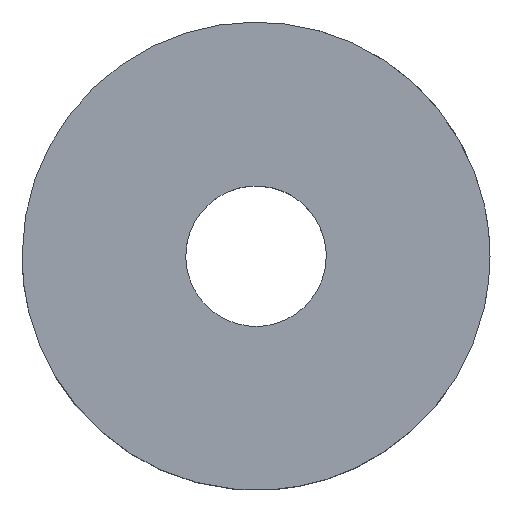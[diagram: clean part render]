
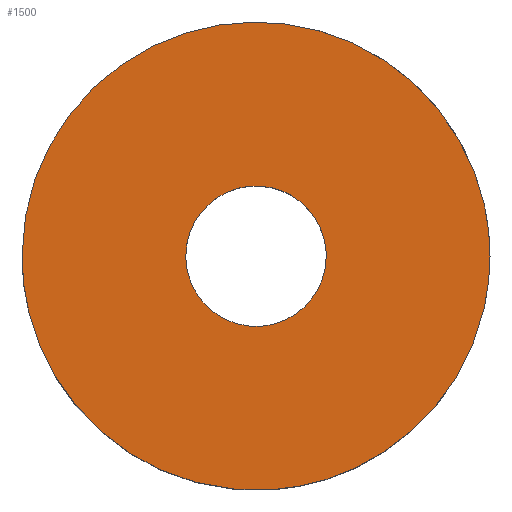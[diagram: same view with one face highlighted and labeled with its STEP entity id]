
A CAD part, top view. The second image highlights one B-rep face of the part: STEP entity #1500.
In plain terms, the highlighted free-form (B-spline) face has degree [1, 1] with [2, 2] control points.
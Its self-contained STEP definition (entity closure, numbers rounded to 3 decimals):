
#925=CARTESIAN_POINT('',(0.092,-1.497,5.0));
#926=VERTEX_POINT('',#925);
#932=CARTESIAN_POINT('',(1.5,0.0,5.0));
#933=VERTEX_POINT('',#932);
#934=CARTESIAN_POINT('',(1.5,0.0,5.0));
#935=CARTESIAN_POINT('',(1.5,-1.411,5.));
#936=CARTESIAN_POINT('',(0.092,-1.497,5.0));
#944=(BOUNDED_CURVE()B_SPLINE_CURVE(2,(#934,#935,#936),.UNSPECIFIED.,.F.,.U.)B_SPLINE_CURVE_WITH_KNOTS((3,3),(0.5,0.739),.UNSPECIFIED.)CURVE()GEOMETRIC_REPRESENTATION_ITEM()RATIONAL_B_SPLINE_CURVE((1.0,0.72,0.976))REPRESENTATION_ITEM(''));
#945=EDGE_CURVE('',#933,#926,#944,.T.);
#947=CARTESIAN_POINT('',(-0.177,1.49,5.0));
#948=VERTEX_POINT('',#947);
#949=CARTESIAN_POINT('',(-0.177,1.49,5.0));
#950=CARTESIAN_POINT('',(-0.089,1.5,5.0));
#951=CARTESIAN_POINT('',(0.0,1.5,5.0));
#952=CARTESIAN_POINT('',(1.5,1.5,5.));
#953=CARTESIAN_POINT('',(1.5,0.0,5.0));
#961=(BOUNDED_CURVE()B_SPLINE_CURVE(2,(#949,#950,#951,#952,#953),.UNSPECIFIED.,.F.,.U.)B_SPLINE_CURVE_WITH_KNOTS((3,2,3),(0.23,0.25,0.5),.UNSPECIFIED.)CURVE()GEOMETRIC_REPRESENTATION_ITEM()RATIONAL_B_SPLINE_CURVE((0.956,0.976,1.0,0.707,1.0))REPRESENTATION_ITEM(''));
#962=EDGE_CURVE('',#948,#933,#961,.T.);
#1010=CARTESIAN_POINT('',(-1.5,0.0,5.0));
#1011=VERTEX_POINT('',#1010);
#1012=CARTESIAN_POINT('',(-1.5,0.0,5.0));
#1013=CARTESIAN_POINT('',(-1.5,1.332,5.0));
#1014=CARTESIAN_POINT('',(-0.177,1.49,5.0));
#1022=(BOUNDED_CURVE()B_SPLINE_CURVE(2,(#1012,#1013,#1014),.UNSPECIFIED.,.F.,.U.)B_SPLINE_CURVE_WITH_KNOTS((3,3),(0.0,0.23),.UNSPECIFIED.)CURVE()GEOMETRIC_REPRESENTATION_ITEM()RATIONAL_B_SPLINE_CURVE((1.0,0.731,0.956))REPRESENTATION_ITEM(''));
#1023=EDGE_CURVE('',#1011,#948,#1022,.T.);
#1025=CARTESIAN_POINT('',(0.092,-1.497,5.0));
#1026=CARTESIAN_POINT('',(0.046,-1.5,5.));
#1027=CARTESIAN_POINT('',(0.0,-1.5,5.0));
#1028=CARTESIAN_POINT('',(-1.5,-1.5,5.));
#1029=CARTESIAN_POINT('',(-1.5,0.0,5.0));
#1037=(BOUNDED_CURVE()B_SPLINE_CURVE(2,(#1025,#1026,#1027,#1028,#1029),.UNSPECIFIED.,.F.,.U.)B_SPLINE_CURVE_WITH_KNOTS((3,2,3),(0.739,0.75,1.0),.UNSPECIFIED.)CURVE()GEOMETRIC_REPRESENTATION_ITEM()RATIONAL_B_SPLINE_CURVE((0.976,0.988,1.0,0.707,1.0))REPRESENTATION_ITEM(''));
#1038=EDGE_CURVE('',#926,#1011,#1037,.T.);
#1094=CARTESIAN_POINT('',(4.88,-1.09,5.0));
#1095=VERTEX_POINT('',#1094);
#1101=CARTESIAN_POINT('',(0.392,-4.985,5.0));
#1102=VERTEX_POINT('',#1101);
#1103=CARTESIAN_POINT('',(4.88,-1.09,5.0));
#1104=CARTESIAN_POINT('',(4.075,-4.695,5.));
#1105=CARTESIAN_POINT('',(0.392,-4.985,5.));
#1113=(BOUNDED_CURVE()B_SPLINE_CURVE(2,(#1103,#1104,#1105),.UNSPECIFIED.,.F.,.U.)B_SPLINE_CURVE_WITH_KNOTS((3,3),(0.537,0.736),.UNSPECIFIED.)CURVE()GEOMETRIC_REPRESENTATION_ITEM()RATIONAL_B_SPLINE_CURVE((0.926,0.762,0.97))REPRESENTATION_ITEM(''));
#1114=EDGE_CURVE('',#1095,#1102,#1113,.T.);
#1228=CARTESIAN_POINT('',(-5.0,0.0,5.0));
#1229=VERTEX_POINT('',#1228);
#1230=CARTESIAN_POINT('',(0.392,-4.985,5.));
#1231=CARTESIAN_POINT('',(0.196,-5.,5.));
#1232=CARTESIAN_POINT('',(0.0,-5.0,5.0));
#1233=CARTESIAN_POINT('',(-5.,-5.,5.));
#1234=CARTESIAN_POINT('',(-5.0,0.0,5.0));
#1242=(BOUNDED_CURVE()B_SPLINE_CURVE(2,(#1230,#1231,#1232,#1233,#1234),.UNSPECIFIED.,.F.,.U.)B_SPLINE_CURVE_WITH_KNOTS((3,2,3),(0.736,0.75,1.0),.UNSPECIFIED.)CURVE()GEOMETRIC_REPRESENTATION_ITEM()RATIONAL_B_SPLINE_CURVE((0.97,0.984,1.0,0.707,1.0))REPRESENTATION_ITEM(''));
#1243=EDGE_CURVE('',#1102,#1229,#1242,.T.);
#1245=CARTESIAN_POINT('',(5.0,0.0,5.0));
#1246=VERTEX_POINT('',#1245);
#1247=CARTESIAN_POINT('',(-5.0,0.0,5.0));
#1248=CARTESIAN_POINT('',(-5.,5.,5.));
#1249=CARTESIAN_POINT('',(0.0,5.0,5.0));
#1250=CARTESIAN_POINT('',(5.,5.,5.));
#1251=CARTESIAN_POINT('',(5.0,0.0,5.0));
#1259=(BOUNDED_CURVE()B_SPLINE_CURVE(2,(#1247,#1248,#1249,#1250,#1251),.UNSPECIFIED.,.F.,.U.)B_SPLINE_CURVE_WITH_KNOTS((3,2,3),(0.0,0.25,0.5),.UNSPECIFIED.)CURVE()GEOMETRIC_REPRESENTATION_ITEM()RATIONAL_B_SPLINE_CURVE((1.0,0.707,1.0,0.707,1.0))REPRESENTATION_ITEM(''));
#1260=EDGE_CURVE('',#1229,#1246,#1259,.T.);
#1262=CARTESIAN_POINT('',(5.0,0.0,5.0));
#1263=CARTESIAN_POINT('',(5.,-0.551,5.));
#1264=CARTESIAN_POINT('',(4.88,-1.09,5.0));
#1272=(BOUNDED_CURVE()B_SPLINE_CURVE(2,(#1262,#1263,#1264),.UNSPECIFIED.,.F.,.U.)B_SPLINE_CURVE_WITH_KNOTS((3,3),(0.5,0.537),.UNSPECIFIED.)CURVE()GEOMETRIC_REPRESENTATION_ITEM()RATIONAL_B_SPLINE_CURVE((1.0,0.956,0.926))REPRESENTATION_ITEM(''));
#1273=EDGE_CURVE('',#1246,#1095,#1272,.T.);
#1483=CARTESIAN_POINT('',(-5.499,-5.498,5.0));
#1484=CARTESIAN_POINT('',(5.5,-5.498,5.0));
#1485=CARTESIAN_POINT('',(-5.499,5.499,5.0));
#1486=CARTESIAN_POINT('',(5.5,5.499,5.0));
#1487=B_SPLINE_SURFACE_WITH_KNOTS('',1,1,((#1483,#1485),(#1484,#1486)),.UNSPECIFIED.,.F.,.F.,.U.,(2,2),(2,2),(0.0,10.999),(0.0,10.997),.UNSPECIFIED.);
#1488=ORIENTED_EDGE('',*,*,#1243,.F.);
#1489=ORIENTED_EDGE('',*,*,#1114,.F.);
#1490=ORIENTED_EDGE('',*,*,#1273,.F.);
#1491=ORIENTED_EDGE('',*,*,#1260,.F.);
#1492=EDGE_LOOP('',(#1488,#1489,#1490,#1491));
#1493=FACE_OUTER_BOUND('',#1492,.T.);
#1494=ORIENTED_EDGE('',*,*,#945,.T.);
#1495=ORIENTED_EDGE('',*,*,#1038,.T.);
#1496=ORIENTED_EDGE('',*,*,#1023,.T.);
#1497=ORIENTED_EDGE('',*,*,#962,.T.);
#1498=EDGE_LOOP('',(#1494,#1495,#1496,#1497));
#1499=FACE_BOUND('',#1498,.T.);
#1500=ADVANCED_FACE('',(#1493,#1499),#1487,.T.);
